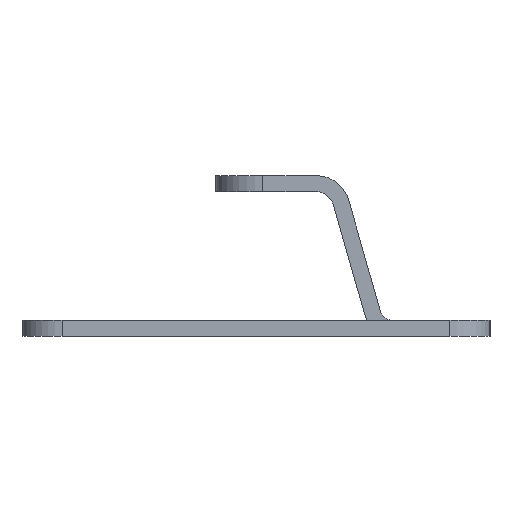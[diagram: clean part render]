
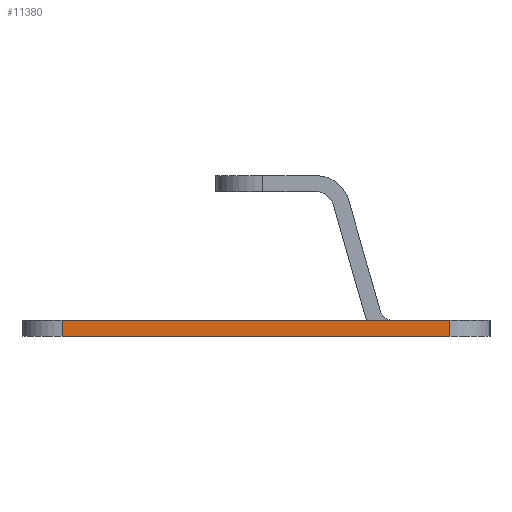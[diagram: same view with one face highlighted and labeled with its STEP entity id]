
A CAD part, left-side view. The second image highlights one B-rep face of the part: STEP entity #11380.
In plain terms, the highlighted planar face has unit normal (-1, 0, 0).
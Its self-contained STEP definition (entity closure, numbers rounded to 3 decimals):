
#5820=CARTESIAN_POINT('',(0.,70.951,0.011));
#5830=VERTEX_POINT('',#5820);
#5860=CARTESIAN_POINT('',(0.,33.,0.011));
#5870=DIRECTION('',(0.,1.,0.));
#5880=VECTOR('',#5870,1.);
#5890=LINE('',#5860,#5880);
#5900=CARTESIAN_POINT('',(0.,41.951,0.011));
#5910=VERTEX_POINT('',#5900);
#5920=EDGE_CURVE('',#5910,#5830,#5890,.T.);
#10530=CARTESIAN_POINT('',(0.,41.951,1.211));
#10540=VERTEX_POINT('',#10530);
#10570=CARTESIAN_POINT('',(0.,33.,1.211));
#10580=DIRECTION('',(0.,1.,0.));
#10590=VECTOR('',#10580,0.807);
#10600=LINE('',#10570,#10590);
#10610=CARTESIAN_POINT('',(0.,70.951,1.211));
#10620=VERTEX_POINT('',#10610);
#10630=EDGE_CURVE('',#10540,#10620,#10600,.T.);
#11060=CARTESIAN_POINT('',(0.,41.951,0.));
#11070=DIRECTION('',(0.,0.,-1.));
#11080=VECTOR('',#11070,1.);
#11090=LINE('',#11060,#11080);
#11100=EDGE_CURVE('',#10540,#5910,#11090,.T.);
#11220=CARTESIAN_POINT('',(0.,35.422,0.));
#11230=DIRECTION('',(-1.,0.,0.));
#11240=DIRECTION('',(0.,1.,0.));
#11250=AXIS2_PLACEMENT_3D('',#11220,#11230,#11240);
#11260=PLANE('',#11250);
#11270=ORIENTED_EDGE('',*,*,#10630,.T.);
#11280=ORIENTED_EDGE('',*,*,#11100,.F.);
#11290=ORIENTED_EDGE('',*,*,#5920,.F.);
#11300=CARTESIAN_POINT('',(0.,70.951,0.));
#11310=DIRECTION('',(0.,0.,-1.));
#11320=VECTOR('',#11310,1.);
#11330=LINE('',#11300,#11320);
#11340=EDGE_CURVE('',#10620,#5830,#11330,.T.);
#11350=ORIENTED_EDGE('',*,*,#11340,.T.);
#11360=EDGE_LOOP('',(#11350,#11290,#11280,#11270));
#11370=FACE_OUTER_BOUND('',#11360,.T.);
#11380=ADVANCED_FACE('',(#11370),#11260,.T.);
